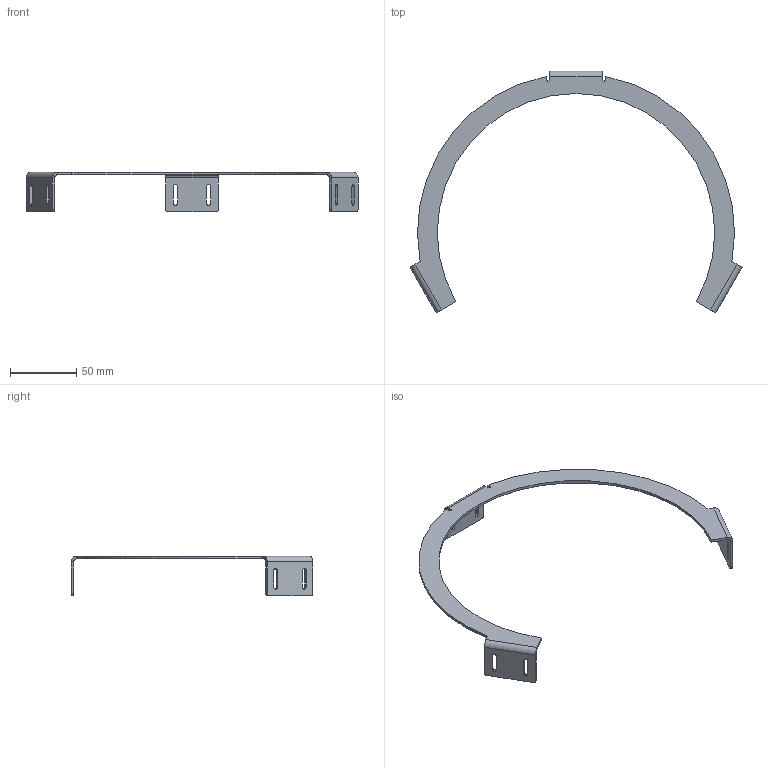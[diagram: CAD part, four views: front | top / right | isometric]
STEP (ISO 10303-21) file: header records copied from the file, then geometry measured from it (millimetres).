
FILE_DESCRIPTION( ( '' ), ' ' );
FILE_NAME( '5ac6725bc757000eb537e858.step', '2018-04-05T19:00:43', ( '' ), ( '' ), ' ', ' ', ' ' );
FILE_SCHEMA( ( 'AUTOMOTIVE_DESIGN { 1 0 10303 214 1 1 1 1 }' ) );
Length unit declared in the file: metre
Products named in the file (2): Assem1; Sheet Metal Part
Assembly tree (1 placements, depth 2):
  Assem1
    Sheet Metal Part
Bounding box: 251.31 x 183 x 30 mm (x, y, z)
Volume: 20788.8 mm3; surface area: 23546 mm2
Topology: 1 solids, 1 shells, 74 faces, 192 edges, 120 vertices
Faces by surface type: plane 45, cylinder 29
Entity records: 2303 total; most frequent: DIRECTION 402, CARTESIAN_POINT 388, ORIENTED_EDGE 384, EDGE_CURVE 192, AXIS2_PLACEMENT_3D 134, LINE 134, VECTOR 134, VERTEX_POINT 120
